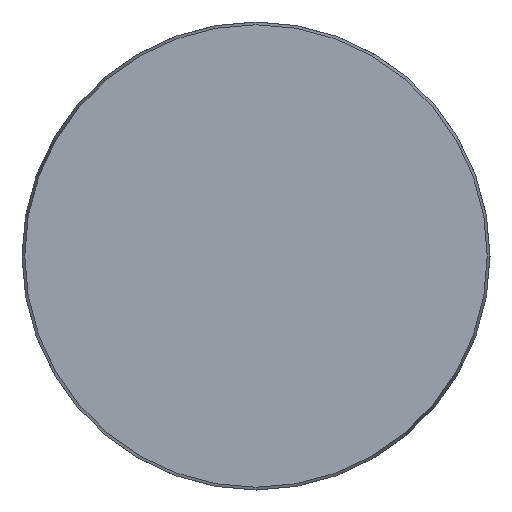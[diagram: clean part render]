
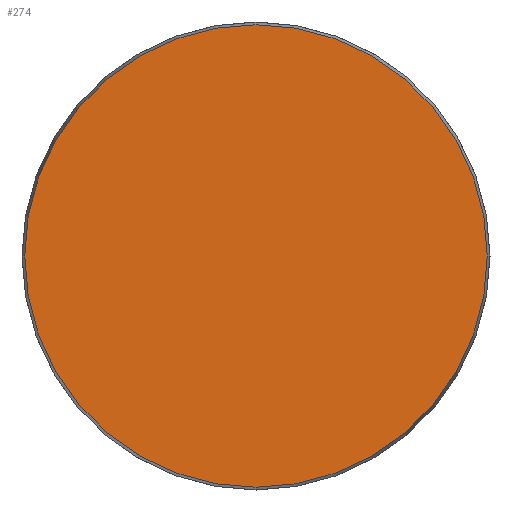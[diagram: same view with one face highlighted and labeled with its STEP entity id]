
A CAD part, front view. The second image highlights one B-rep face of the part: STEP entity #274.
In plain terms, the highlighted planar face has unit normal (0, -1, 0).
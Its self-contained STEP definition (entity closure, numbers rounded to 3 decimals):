
#34 = CARTESIAN_POINT ( 'NONE',  ( 0., 0., 0. ) ) ;
#67 = AXIS2_PLACEMENT_3D ( 'NONE', #93, #102, #164 ) ;
#93 = CARTESIAN_POINT ( 'NONE',  ( -48.425, 0., 0. ) ) ;
#102 = DIRECTION ( 'NONE',  ( 0., 1., 0. ) ) ;
#164 = DIRECTION ( 'NONE',  ( 0., 0., 1. ) ) ;
#171 = ORIENTED_EDGE ( 'NONE', *, *, #204, .T. ) ;
#173 = FACE_OUTER_BOUND ( 'NONE', #484, .T. ) ;
#192 = DIRECTION ( 'NONE',  ( 0., -1., 0. ) ) ;
#204 = EDGE_CURVE ( 'NONE', #383, #383, #272, .T. ) ;
#208 = AXIS2_PLACEMENT_3D ( 'NONE', #34, #192, #425 ) ;
#272 = CIRCLE ( 'NONE', #208, 48.425 ) ;
#274 = ADVANCED_FACE ( 'NONE', ( #173 ), #319, .F. ) ;
#319 = PLANE ( 'NONE',  #67 ) ;
#383 = VERTEX_POINT ( 'NONE', #385 ) ;
#385 = CARTESIAN_POINT ( 'NONE',  ( 0., 0., -48.425 ) ) ;
#425 = DIRECTION ( 'NONE',  ( 0., 0., -1. ) ) ;
#484 = EDGE_LOOP ( 'NONE', ( #171 ) ) ;
